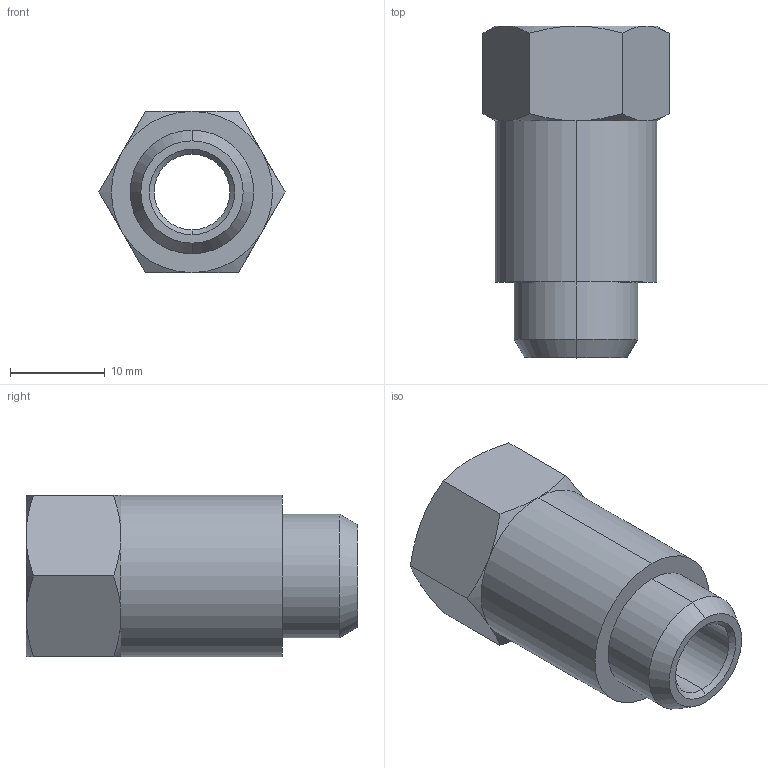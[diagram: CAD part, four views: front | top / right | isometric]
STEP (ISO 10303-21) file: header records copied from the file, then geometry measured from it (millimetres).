
FILE_DESCRIPTION (( 'STEP AP214' ), '1' );
FILE_NAME ('DRF.MF0202_27.STEP', '2018-09-03T10:05:20', ( '' ), ( '' ), 'SwSTEP 2.0', 'SolidWorks 2018', '' );
FILE_SCHEMA (( 'AUTOMOTIVE_DESIGN' ));
Length unit declared in the file: millimetre
Products named in the file (1): DRF.MF0202_27
Bounding box: 19.63 x 35 x 17 mm (x, y, z)
Volume: 4559.4 mm3; surface area: 3215.7 mm2
Topology: 1 solids, 1 shells, 37 faces, 78 edges, 44 vertices
Faces by surface type: cone 20, plane 9, cylinder 8
Entity records: 1426 total; most frequent: CARTESIAN_POINT 580, DIRECTION 162, ORIENTED_EDGE 156, EDGE_CURVE 78, AXIS2_PLACEMENT_3D 70, VERTEX_POINT 44, EDGE_LOOP 40, FACE_OUTER_BOUND 37
